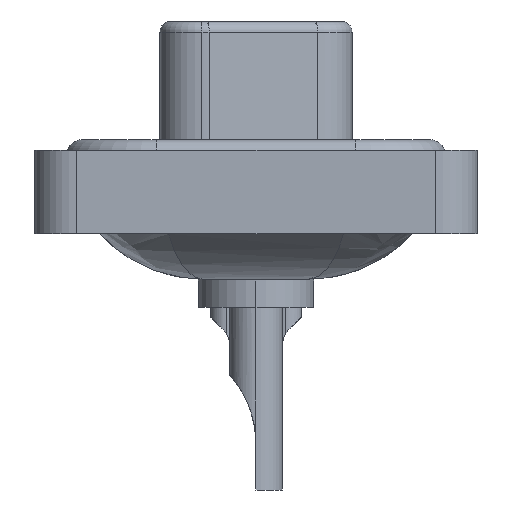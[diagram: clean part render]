
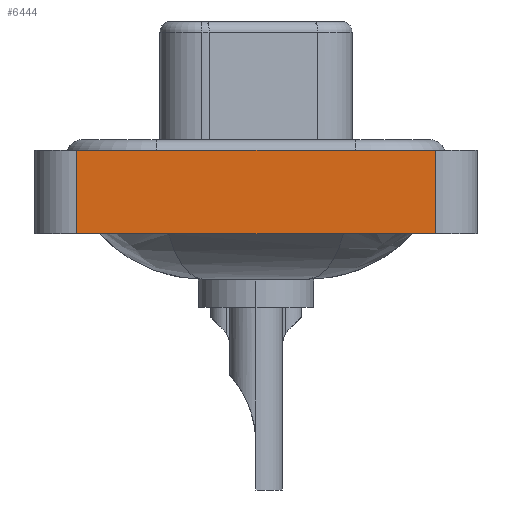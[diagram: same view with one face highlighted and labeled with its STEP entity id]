
A CAD part, left-side view. The second image highlights one B-rep face of the part: STEP entity #6444.
In plain terms, the highlighted planar face has unit normal (-1, 0, 0).
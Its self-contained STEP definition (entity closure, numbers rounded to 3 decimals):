
#947 = CARTESIAN_POINT ( 'NONE',  ( -7.35, 8.55, -3.6 ) ) ;
#997 = EDGE_CURVE ( 'NONE', #19148, #4603, #8673, .T. ) ;
#1561 = ORIENTED_EDGE ( 'NONE', *, *, #17650, .T. ) ;
#1812 = EDGE_CURVE ( 'NONE', #15912, #20451, #11762, .T. ) ;
#2403 = CARTESIAN_POINT ( 'NONE',  ( -7.35, -8.55, -3.6 ) ) ;
#2875 = CARTESIAN_POINT ( 'NONE',  ( -7.35, -8.55, 0.4 ) ) ;
#2980 = CARTESIAN_POINT ( 'NONE',  ( -7.35, -8.55, 0.4 ) ) ;
#3309 = DIRECTION ( 'NONE',  ( 0., 0., 1. ) ) ;
#3665 = AXIS2_PLACEMENT_3D ( 'NONE', #20131, #10122, #18235 ) ;
#4522 = ORIENTED_EDGE ( 'NONE', *, *, #997, .T. ) ;
#4603 = VERTEX_POINT ( 'NONE', #2403 ) ;
#5109 = CARTESIAN_POINT ( 'NONE',  ( -7.35, -8.55, -3.6 ) ) ;
#5182 = VECTOR ( 'NONE', #3309, 1000. ) ;
#5496 = DIRECTION ( 'NONE',  ( 0., -1., 0. ) ) ;
#6086 = VECTOR ( 'NONE', #5496, 1000. ) ;
#6444 = ADVANCED_FACE ( 'NONE', ( #8204 ), #21804, .T. ) ;
#8045 = VECTOR ( 'NONE', #8431, 1000. ) ;
#8204 = FACE_OUTER_BOUND ( 'NONE', #19591, .T. ) ;
#8431 = DIRECTION ( 'NONE',  ( 0., 0., 1. ) ) ;
#8673 = LINE ( 'NONE', #15499, #6086 ) ;
#8735 = LINE ( 'NONE', #5109, #5182 ) ;
#10122 = DIRECTION ( 'NONE',  ( -1., 0., 0. ) ) ;
#10448 = VECTOR ( 'NONE', #16567, 1000. ) ;
#11762 = LINE ( 'NONE', #2875, #10448 ) ;
#14569 = ORIENTED_EDGE ( 'NONE', *, *, #1812, .F. ) ;
#15028 = CARTESIAN_POINT ( 'NONE',  ( -7.35, 8.55, -3.6 ) ) ;
#15499 = CARTESIAN_POINT ( 'NONE',  ( -7.35, -8.55, -3.6 ) ) ;
#15912 = VERTEX_POINT ( 'NONE', #19065 ) ;
#16567 = DIRECTION ( 'NONE',  ( 0., -1., 0. ) ) ;
#17051 = EDGE_CURVE ( 'NONE', #19148, #15912, #21801, .T. ) ;
#17650 = EDGE_CURVE ( 'NONE', #4603, #20451, #8735, .T. ) ;
#18235 = DIRECTION ( 'NONE',  ( 0., 0., 1. ) ) ;
#19065 = CARTESIAN_POINT ( 'NONE',  ( -7.35, 8.55, 0.4 ) ) ;
#19148 = VERTEX_POINT ( 'NONE', #947 ) ;
#19447 = ORIENTED_EDGE ( 'NONE', *, *, #17051, .F. ) ;
#19591 = EDGE_LOOP ( 'NONE', ( #1561, #14569, #19447, #4522 ) ) ;
#20131 = CARTESIAN_POINT ( 'NONE',  ( -7.35, -8.55, -3.6 ) ) ;
#20451 = VERTEX_POINT ( 'NONE', #2980 ) ;
#21801 = LINE ( 'NONE', #15028, #8045 ) ;
#21804 = PLANE ( 'NONE',  #3665 ) ;
